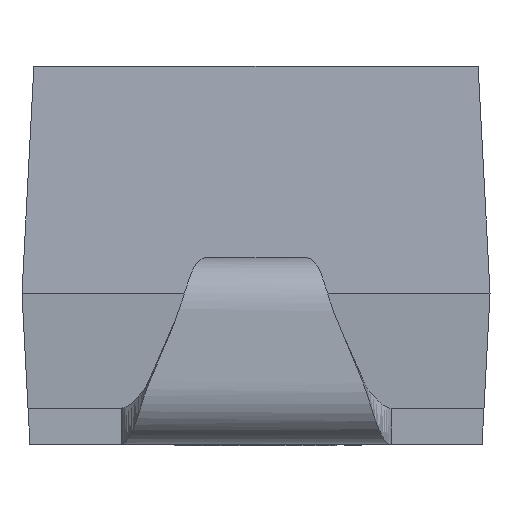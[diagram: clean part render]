
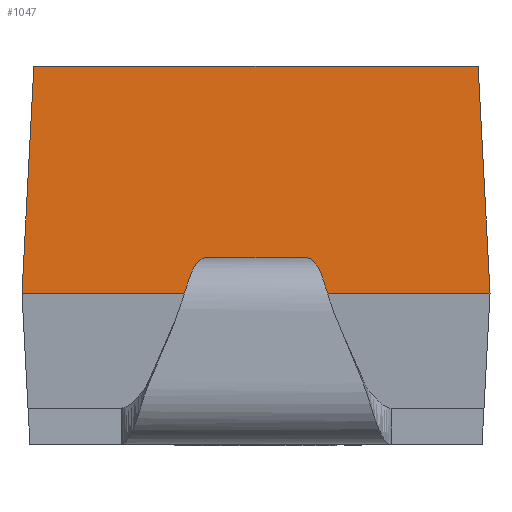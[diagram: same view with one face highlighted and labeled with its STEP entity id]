
A CAD part, front view. The second image highlights one B-rep face of the part: STEP entity #1047.
In plain terms, the highlighted face is planar.
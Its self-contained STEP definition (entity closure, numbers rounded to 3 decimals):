
#67 = AXIS2_PLACEMENT_3D ( 'NONE', #5119, #5212, #5099 ) ;
#353 = VERTEX_POINT ( 'NONE', #7142 ) ;
#940 = VERTEX_POINT ( 'NONE', #7325 ) ;
#1047 = ADVANCED_FACE ( 'NONE', ( #10307 ), #10112, .T. ) ;
#1159 = CARTESIAN_POINT ( 'NONE',  ( -2.25, -0.299, 0.84 ) ) ;
#1200 = CARTESIAN_POINT ( 'NONE',  ( -2.248, -0.295, 0.872 ) ) ;
#1236 = EDGE_CURVE ( 'NONE', #6450, #940, #6232, .T. ) ;
#1240 = CARTESIAN_POINT ( 'NONE',  ( -2.247, -0.293, 0.904 ) ) ;
#1245 = CARTESIAN_POINT ( 'NONE',  ( -2.25, 0.299, 0.84 ) ) ;
#1252 = CARTESIAN_POINT ( 'NONE',  ( -2.25, 1.3, 0.84 ) ) ;
#1275 = CARTESIAN_POINT ( 'NONE',  ( -2.245, -0.291, 0.935 ) ) ;
#1309 = CARTESIAN_POINT ( 'NONE',  ( -2.244, -0.29, 0.952 ) ) ;
#1342 = CARTESIAN_POINT ( 'NONE',  ( -2.243, -0.289, 0.969 ) ) ;
#1383 = CARTESIAN_POINT ( 'NONE',  ( -2.242, -0.288, 0.986 ) ) ;
#1461 = CARTESIAN_POINT ( 'NONE',  ( -2.241, -0.287, 1.003 ) ) ;
#1533 = DIRECTION ( 'NONE',  ( -0.052, 0.052, -0.997 ) ) ;
#1646 = CARTESIAN_POINT ( 'NONE',  ( -2.241, -0.286, 1.02 ) ) ;
#1779 = CARTESIAN_POINT ( 'NONE',  ( -2.24, -0.285, 1.037 ) ) ;
#2029 = VECTOR ( 'NONE', #6379, 1000. ) ;
#2228 = ORIENTED_EDGE ( 'NONE', *, *, #3218, .T. ) ;
#2544 = LINE ( 'NONE', #1252, #6580 ) ;
#2620 = ORIENTED_EDGE ( 'NONE', *, *, #7681, .T. ) ;
#2653 = VERTEX_POINT ( 'NONE', #9006 ) ;
#2863 = CARTESIAN_POINT ( 'NONE',  ( -2.247, 0.294, 0.892 ) ) ;
#3138 = CARTESIAN_POINT ( 'NONE',  ( -2.184, 1.3, 2.1 ) ) ;
#3181 = VECTOR ( 'NONE', #5541, 1000. ) ;
#3218 = EDGE_CURVE ( 'NONE', #2653, #10335, #4947, .T. ) ;
#3245 = CARTESIAN_POINT ( 'NONE',  ( -2.25, 1.3, 0.84 ) ) ;
#3502 = EDGE_CURVE ( 'NONE', #353, #8029, #2544, .T. ) ;
#3535 = DIRECTION ( 'NONE',  ( 0., 1., 0. ) ) ;
#3665 = CARTESIAN_POINT ( 'NONE',  ( -2.245, 0.291, 0.927 ) ) ;
#3943 = DIRECTION ( 'NONE',  ( 0., 1., 0. ) ) ;
#4084 = CARTESIAN_POINT ( 'NONE',  ( -2.24, -0.285, 1.037 ) ) ;
#4244 = VECTOR ( 'NONE', #1533, 1000. ) ;
#4371 = VERTEX_POINT ( 'NONE', #9696 ) ;
#4423 = ORIENTED_EDGE ( 'NONE', *, *, #8302, .T. ) ;
#4481 = CARTESIAN_POINT ( 'NONE',  ( -2.243, 0.288, 0.975 ) ) ;
#4510 = DIRECTION ( 'NONE',  ( 0., -1., 0. ) ) ;
#4729 = CARTESIAN_POINT ( 'NONE',  ( -2.25, 1.3, 0.84 ) ) ;
#4731 = ORIENTED_EDGE ( 'NONE', *, *, #5501, .F. ) ;
#4751 = CARTESIAN_POINT ( 'NONE',  ( -2.25, -1.3, 0.84 ) ) ;
#4827 = EDGE_CURVE ( 'NONE', #6990, #6450, #9016, .T. ) ;
#4947 = LINE ( 'NONE', #3138, #8967 ) ;
#5099 = DIRECTION ( 'NONE',  ( 0.052, 0., 0.999 ) ) ;
#5119 = CARTESIAN_POINT ( 'NONE',  ( -2.25, 1.3, 0.84 ) ) ;
#5197 = EDGE_LOOP ( 'NONE', ( #5514, #7392, #4731, #5494, #2228, #4423, #5924, #2620 ) ) ;
#5212 = DIRECTION ( 'NONE',  ( -0.999, 0., 0.052 ) ) ;
#5290 = CARTESIAN_POINT ( 'NONE',  ( -2.24, 0.285, 1.037 ) ) ;
#5494 = ORIENTED_EDGE ( 'NONE', *, *, #7453, .T. ) ;
#5501 = EDGE_CURVE ( 'NONE', #4371, #940, #9606, .T. ) ;
#5514 = ORIENTED_EDGE ( 'NONE', *, *, #4827, .T. ) ;
#5541 = DIRECTION ( 'NONE',  ( 0., 1., 0. ) ) ;
#5924 = ORIENTED_EDGE ( 'NONE', *, *, #3502, .F. ) ;
#6074 = CARTESIAN_POINT ( 'NONE',  ( -2.184, 1.234, 2.1 ) ) ;
#6227 = CARTESIAN_POINT ( 'NONE',  ( -2.24, 0.285, 1.037 ) ) ;
#6232 = B_SPLINE_CURVE_WITH_KNOTS ( 'NONE', 3,
 ( #1779, #1646, #1461, #1383, #1342, #1309, #1275, #1240, #1200, #1159 ),
 .UNSPECIFIED., .F., .F.,
 ( 4, 3, 3, 4 ),
 ( 0., 0., 0., 0. ),
 .UNSPECIFIED. ) ;
#6379 = DIRECTION ( 'NONE',  ( 0.052, 0.052, 0.997 ) ) ;
#6407 = LINE ( 'NONE', #7121, #4244 ) ;
#6450 = VERTEX_POINT ( 'NONE', #4084 ) ;
#6580 = VECTOR ( 'NONE', #3535, 1000. ) ;
#6736 = CARTESIAN_POINT ( 'NONE',  ( -2.249, 0.297, 0.857 ) ) ;
#6830 = B_SPLINE_CURVE_WITH_KNOTS ( 'NONE', 3,
 ( #1245, #6736, #7654, #2863, #8478, #3665, #9296, #4481, #10082, #5290 ),
 .UNSPECIFIED., .F., .F.,
 ( 4, 3, 3, 4 ),
 ( 0., 0., 0., 0. ),
 .UNSPECIFIED. ) ;
#6990 = VERTEX_POINT ( 'NONE', #6227 ) ;
#7121 = CARTESIAN_POINT ( 'NONE',  ( -2.184, 1.234, 2.1 ) ) ;
#7142 = CARTESIAN_POINT ( 'NONE',  ( -2.25, 0.299, 0.84 ) ) ;
#7325 = CARTESIAN_POINT ( 'NONE',  ( -2.25, -0.299, 0.84 ) ) ;
#7392 = ORIENTED_EDGE ( 'NONE', *, *, #1236, .T. ) ;
#7453 = EDGE_CURVE ( 'NONE', #4371, #2653, #8409, .T. ) ;
#7654 = CARTESIAN_POINT ( 'NONE',  ( -2.248, 0.295, 0.875 ) ) ;
#7681 = EDGE_CURVE ( 'NONE', #353, #6990, #6830, .T. ) ;
#8029 = VERTEX_POINT ( 'NONE', #3245 ) ;
#8302 = EDGE_CURVE ( 'NONE', #10335, #8029, #6407, .T. ) ;
#8409 = LINE ( 'NONE', #4751, #2029 ) ;
#8478 = CARTESIAN_POINT ( 'NONE',  ( -2.246, 0.292, 0.91 ) ) ;
#8773 = VECTOR ( 'NONE', #4510, 1000. ) ;
#8967 = VECTOR ( 'NONE', #3943, 1000. ) ;
#9006 = CARTESIAN_POINT ( 'NONE',  ( -2.184, -1.234, 2.1 ) ) ;
#9016 = LINE ( 'NONE', #10154, #8773 ) ;
#9296 = CARTESIAN_POINT ( 'NONE',  ( -2.245, 0.29, 0.944 ) ) ;
#9606 = LINE ( 'NONE', #4729, #3181 ) ;
#9696 = CARTESIAN_POINT ( 'NONE',  ( -2.25, -1.3, 0.84 ) ) ;
#10082 = CARTESIAN_POINT ( 'NONE',  ( -2.241, 0.286, 1.006 ) ) ;
#10112 = PLANE ( 'NONE',  #67 ) ;
#10154 = CARTESIAN_POINT ( 'NONE',  ( -2.24, 1.3, 1.037 ) ) ;
#10307 = FACE_OUTER_BOUND ( 'NONE', #5197, .T. ) ;
#10335 = VERTEX_POINT ( 'NONE', #6074 ) ;
